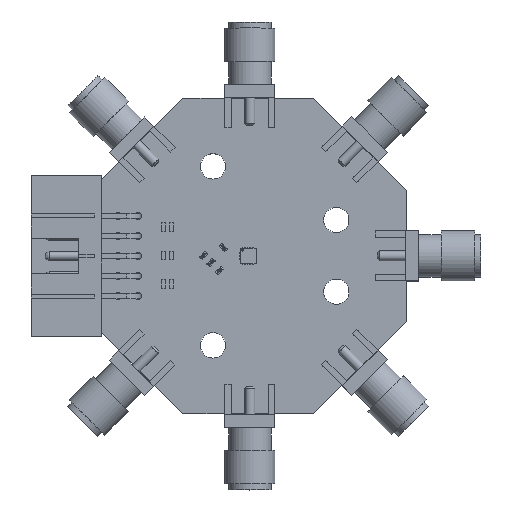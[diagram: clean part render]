
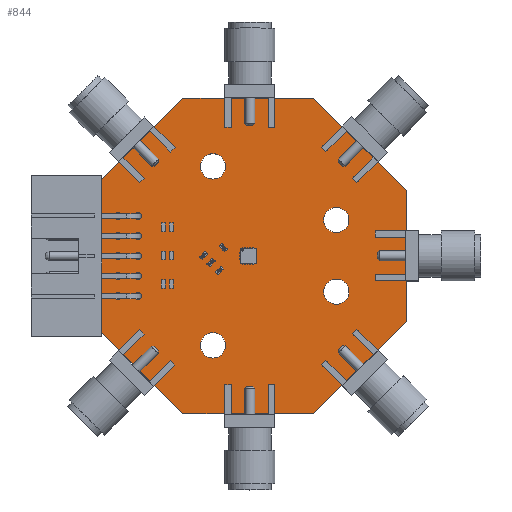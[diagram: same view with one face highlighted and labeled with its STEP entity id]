
A CAD part, top view. The second image highlights one B-rep face of the part: STEP entity #844.
In plain terms, the highlighted planar face has unit normal (0, 0, 1).
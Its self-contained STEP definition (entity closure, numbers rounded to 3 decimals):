
#83 = VERTEX_POINT('',#84);
#84 = CARTESIAN_POINT('',(120.,71.719,0.));
#90 = EDGE_CURVE('',#83,#91,#93,.T.);
#91 = VERTEX_POINT('',#92);
#92 = CARTESIAN_POINT('',(131.719,60.,0.));
#93 = LINE('',#94,#95);
#94 = CARTESIAN_POINT('',(120.,71.719,0.));
#95 = VECTOR('',#96,1.);
#96 = DIRECTION('',(0.707,-0.707,0.));
#121 = EDGE_CURVE('',#91,#122,#124,.T.);
#122 = VERTEX_POINT('',#123);
#123 = CARTESIAN_POINT('',(148.29,60.,0.));
#124 = LINE('',#125,#126);
#125 = CARTESIAN_POINT('',(131.719,60.,0.));
#126 = VECTOR('',#127,1.);
#127 = DIRECTION('',(1.,0.,0.));
#152 = EDGE_CURVE('',#122,#153,#155,.T.);
#153 = VERTEX_POINT('',#154);
#154 = CARTESIAN_POINT('',(160.,71.71,0.));
#155 = LINE('',#156,#157);
#156 = CARTESIAN_POINT('',(148.29,60.,0.));
#157 = VECTOR('',#158,1.);
#158 = DIRECTION('',(0.707,0.707,0.));
#183 = EDGE_CURVE('',#153,#184,#186,.T.);
#184 = VERTEX_POINT('',#185);
#185 = CARTESIAN_POINT('',(160.,88.29,0.));
#186 = LINE('',#187,#188);
#187 = CARTESIAN_POINT('',(160.,71.71,0.));
#188 = VECTOR('',#189,1.);
#189 = DIRECTION('',(0.,1.,0.));
#214 = EDGE_CURVE('',#184,#215,#217,.T.);
#215 = VERTEX_POINT('',#216);
#216 = CARTESIAN_POINT('',(148.29,100.,0.));
#217 = LINE('',#218,#219);
#218 = CARTESIAN_POINT('',(160.,88.29,0.));
#219 = VECTOR('',#220,1.);
#220 = DIRECTION('',(-0.707,0.707,0.));
#245 = EDGE_CURVE('',#215,#246,#248,.T.);
#246 = VERTEX_POINT('',#247);
#247 = CARTESIAN_POINT('',(131.725,100.,0.));
#248 = LINE('',#249,#250);
#249 = CARTESIAN_POINT('',(148.29,100.,0.));
#250 = VECTOR('',#251,1.);
#251 = DIRECTION('',(-1.,0.,0.));
#276 = EDGE_CURVE('',#246,#277,#279,.T.);
#277 = VERTEX_POINT('',#278);
#278 = CARTESIAN_POINT('',(120.,88.275,0.));
#279 = LINE('',#280,#281);
#280 = CARTESIAN_POINT('',(131.725,100.,0.));
#281 = VECTOR('',#282,1.);
#282 = DIRECTION('',(-0.707,-0.707,0.));
#307 = EDGE_CURVE('',#277,#83,#308,.T.);
#308 = LINE('',#309,#310);
#309 = CARTESIAN_POINT('',(120.,88.275,0.));
#310 = VECTOR('',#311,1.);
#311 = DIRECTION('',(0.,-1.,0.));
#331 = VERTEX_POINT('',#332);
#332 = CARTESIAN_POINT('',(123.95,74.92,0.));
#338 = EDGE_CURVE('',#331,#331,#339,.T.);
#339 = CIRCLE('',#340,0.45);
#340 = AXIS2_PLACEMENT_3D('',#341,#342,#343);
#341 = CARTESIAN_POINT('',(123.5,74.92,0.));
#342 = DIRECTION('',(0.,0.,1.));
#343 = DIRECTION('',(1.,0.,0.));
#364 = VERTEX_POINT('',#365);
#365 = CARTESIAN_POINT('',(126.49,74.92,0.));
#371 = EDGE_CURVE('',#364,#364,#372,.T.);
#372 = CIRCLE('',#373,0.45);
#373 = AXIS2_PLACEMENT_3D('',#374,#375,#376);
#374 = CARTESIAN_POINT('',(126.04,74.92,0.));
#375 = DIRECTION('',(0.,0.,1.));
#376 = DIRECTION('',(1.,0.,0.));
#397 = VERTEX_POINT('',#398);
#398 = CARTESIAN_POINT('',(123.95,77.46,0.));
#404 = EDGE_CURVE('',#397,#397,#405,.T.);
#405 = CIRCLE('',#406,0.45);
#406 = AXIS2_PLACEMENT_3D('',#407,#408,#409);
#407 = CARTESIAN_POINT('',(123.5,77.46,0.));
#408 = DIRECTION('',(0.,0.,1.));
#409 = DIRECTION('',(1.,0.,0.));
#430 = VERTEX_POINT('',#431);
#431 = CARTESIAN_POINT('',(123.95,82.54,0.));
#437 = EDGE_CURVE('',#430,#430,#438,.T.);
#438 = CIRCLE('',#439,0.45);
#439 = AXIS2_PLACEMENT_3D('',#440,#441,#442);
#440 = CARTESIAN_POINT('',(123.5,82.54,0.));
#441 = DIRECTION('',(0.,0.,1.));
#442 = DIRECTION('',(1.,0.,0.));
#463 = VERTEX_POINT('',#464);
#464 = CARTESIAN_POINT('',(123.95,85.08,0.));
#470 = EDGE_CURVE('',#463,#463,#471,.T.);
#471 = CIRCLE('',#472,0.45);
#472 = AXIS2_PLACEMENT_3D('',#473,#474,#475);
#473 = CARTESIAN_POINT('',(123.5,85.08,0.));
#474 = DIRECTION('',(0.,0.,1.));
#475 = DIRECTION('',(1.,0.,0.));
#496 = VERTEX_POINT('',#497);
#497 = CARTESIAN_POINT('',(126.49,77.46,0.));
#503 = EDGE_CURVE('',#496,#496,#504,.T.);
#504 = CIRCLE('',#505,0.45);
#505 = AXIS2_PLACEMENT_3D('',#506,#507,#508);
#506 = CARTESIAN_POINT('',(126.04,77.46,0.));
#507 = DIRECTION('',(0.,0.,1.));
#508 = DIRECTION('',(1.,0.,0.));
#529 = VERTEX_POINT('',#530);
#530 = CARTESIAN_POINT('',(123.95,80.,0.));
#536 = EDGE_CURVE('',#529,#529,#537,.T.);
#537 = CIRCLE('',#538,0.45);
#538 = AXIS2_PLACEMENT_3D('',#539,#540,#541);
#539 = CARTESIAN_POINT('',(123.5,80.,0.));
#540 = DIRECTION('',(0.,0.,1.));
#541 = DIRECTION('',(1.,0.,0.));
#562 = VERTEX_POINT('',#563);
#563 = CARTESIAN_POINT('',(126.49,80.,0.));
#569 = EDGE_CURVE('',#562,#562,#570,.T.);
#570 = CIRCLE('',#571,0.45);
#571 = AXIS2_PLACEMENT_3D('',#572,#573,#574);
#572 = CARTESIAN_POINT('',(126.04,80.,0.));
#573 = DIRECTION('',(0.,0.,1.));
#574 = DIRECTION('',(1.,0.,0.));
#595 = VERTEX_POINT('',#596);
#596 = CARTESIAN_POINT('',(137.134,68.682,0.));
#602 = EDGE_CURVE('',#595,#595,#603,.T.);
#603 = CIRCLE('',#604,1.6);
#604 = AXIS2_PLACEMENT_3D('',#605,#606,#607);
#605 = CARTESIAN_POINT('',(135.534,68.682,0.));
#606 = DIRECTION('',(0.,0.,1.));
#607 = DIRECTION('',(1.,0.,0.));
#628 = VERTEX_POINT('',#629);
#629 = CARTESIAN_POINT('',(152.755,75.463,0.));
#635 = EDGE_CURVE('',#628,#628,#636,.T.);
#636 = CIRCLE('',#637,1.6);
#637 = AXIS2_PLACEMENT_3D('',#638,#639,#640);
#638 = CARTESIAN_POINT('',(151.155,75.463,0.));
#639 = DIRECTION('',(0.,0.,1.));
#640 = DIRECTION('',(1.,0.,0.));
#661 = VERTEX_POINT('',#662);
#662 = CARTESIAN_POINT('',(126.49,82.54,0.));
#668 = EDGE_CURVE('',#661,#661,#669,.T.);
#669 = CIRCLE('',#670,0.45);
#670 = AXIS2_PLACEMENT_3D('',#671,#672,#673);
#671 = CARTESIAN_POINT('',(126.04,82.54,0.));
#672 = DIRECTION('',(0.,0.,1.));
#673 = DIRECTION('',(1.,0.,0.));
#694 = VERTEX_POINT('',#695);
#695 = CARTESIAN_POINT('',(126.49,85.08,0.));
#701 = EDGE_CURVE('',#694,#694,#702,.T.);
#702 = CIRCLE('',#703,0.45);
#703 = AXIS2_PLACEMENT_3D('',#704,#705,#706);
#704 = CARTESIAN_POINT('',(126.04,85.08,0.));
#705 = DIRECTION('',(0.,0.,1.));
#706 = DIRECTION('',(1.,0.,0.));
#727 = VERTEX_POINT('',#728);
#728 = CARTESIAN_POINT('',(152.755,84.557,0.));
#734 = EDGE_CURVE('',#727,#727,#735,.T.);
#735 = CIRCLE('',#736,1.6);
#736 = AXIS2_PLACEMENT_3D('',#737,#738,#739);
#737 = CARTESIAN_POINT('',(151.155,84.557,0.));
#738 = DIRECTION('',(0.,0.,1.));
#739 = DIRECTION('',(1.,0.,0.));
#760 = VERTEX_POINT('',#761);
#761 = CARTESIAN_POINT('',(137.134,91.338,0.));
#767 = EDGE_CURVE('',#760,#760,#768,.T.);
#768 = CIRCLE('',#769,1.6);
#769 = AXIS2_PLACEMENT_3D('',#770,#771,#772);
#770 = CARTESIAN_POINT('',(135.534,91.338,0.));
#771 = DIRECTION('',(0.,0.,1.));
#772 = DIRECTION('',(1.,0.,0.));
#844 = ADVANCED_FACE('',(#845,#855,#858,#861,#864,#867,#870,#873,#876,
    #879,#882,#885,#888,#891,#894),#897,.F.);
#845 = FACE_BOUND('',#846,.T.);
#846 = EDGE_LOOP('',(#847,#848,#849,#850,#851,#852,#853,#854));
#847 = ORIENTED_EDGE('',*,*,#90,.T.);
#848 = ORIENTED_EDGE('',*,*,#121,.T.);
#849 = ORIENTED_EDGE('',*,*,#152,.T.);
#850 = ORIENTED_EDGE('',*,*,#183,.T.);
#851 = ORIENTED_EDGE('',*,*,#214,.T.);
#852 = ORIENTED_EDGE('',*,*,#245,.T.);
#853 = ORIENTED_EDGE('',*,*,#276,.T.);
#854 = ORIENTED_EDGE('',*,*,#307,.T.);
#855 = FACE_BOUND('',#856,.F.);
#856 = EDGE_LOOP('',(#857));
#857 = ORIENTED_EDGE('',*,*,#338,.T.);
#858 = FACE_BOUND('',#859,.F.);
#859 = EDGE_LOOP('',(#860));
#860 = ORIENTED_EDGE('',*,*,#371,.T.);
#861 = FACE_BOUND('',#862,.F.);
#862 = EDGE_LOOP('',(#863));
#863 = ORIENTED_EDGE('',*,*,#404,.T.);
#864 = FACE_BOUND('',#865,.F.);
#865 = EDGE_LOOP('',(#866));
#866 = ORIENTED_EDGE('',*,*,#437,.T.);
#867 = FACE_BOUND('',#868,.F.);
#868 = EDGE_LOOP('',(#869));
#869 = ORIENTED_EDGE('',*,*,#470,.T.);
#870 = FACE_BOUND('',#871,.F.);
#871 = EDGE_LOOP('',(#872));
#872 = ORIENTED_EDGE('',*,*,#503,.T.);
#873 = FACE_BOUND('',#874,.F.);
#874 = EDGE_LOOP('',(#875));
#875 = ORIENTED_EDGE('',*,*,#536,.T.);
#876 = FACE_BOUND('',#877,.F.);
#877 = EDGE_LOOP('',(#878));
#878 = ORIENTED_EDGE('',*,*,#569,.T.);
#879 = FACE_BOUND('',#880,.F.);
#880 = EDGE_LOOP('',(#881));
#881 = ORIENTED_EDGE('',*,*,#602,.T.);
#882 = FACE_BOUND('',#883,.F.);
#883 = EDGE_LOOP('',(#884));
#884 = ORIENTED_EDGE('',*,*,#635,.T.);
#885 = FACE_BOUND('',#886,.F.);
#886 = EDGE_LOOP('',(#887));
#887 = ORIENTED_EDGE('',*,*,#668,.T.);
#888 = FACE_BOUND('',#889,.F.);
#889 = EDGE_LOOP('',(#890));
#890 = ORIENTED_EDGE('',*,*,#701,.T.);
#891 = FACE_BOUND('',#892,.F.);
#892 = EDGE_LOOP('',(#893));
#893 = ORIENTED_EDGE('',*,*,#734,.T.);
#894 = FACE_BOUND('',#895,.F.);
#895 = EDGE_LOOP('',(#896));
#896 = ORIENTED_EDGE('',*,*,#767,.T.);
#897 = PLANE('',#898);
#898 = AXIS2_PLACEMENT_3D('',#899,#900,#901);
#899 = CARTESIAN_POINT('',(120.,71.719,0.));
#900 = DIRECTION('',(0.,0.,-1.));
#901 = DIRECTION('',(-1.,0.,0.));
